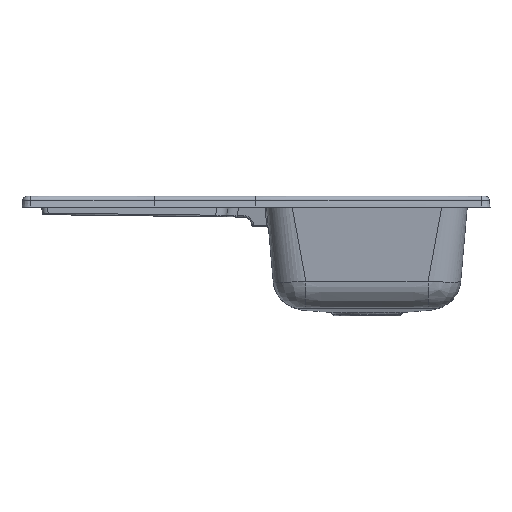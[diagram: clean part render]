
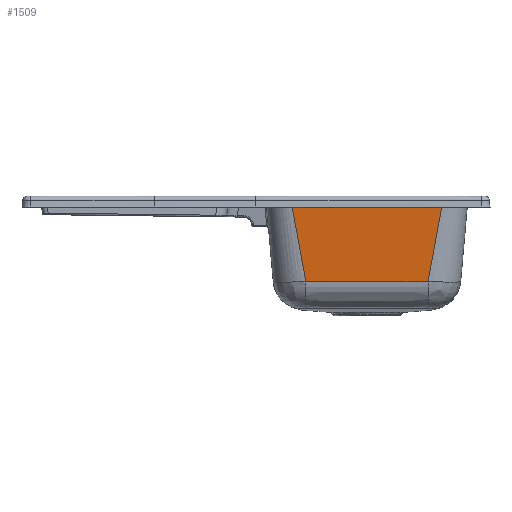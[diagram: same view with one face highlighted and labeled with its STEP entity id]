
A CAD part, front view. The second image highlights one B-rep face of the part: STEP entity #1509.
In plain terms, the highlighted planar face has unit normal (0, -0.996, -0.087).
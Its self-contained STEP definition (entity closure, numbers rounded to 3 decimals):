
#171=PLANE('',#4892);
#702=FACE_OUTER_BOUND('',#1997,.T.);
#1095=B_SPLINE_CURVE_WITH_KNOTS('',3,(#20084,#20085,#20086,#20087),
 .UNSPECIFIED.,.F.,.F.,(4,4),(0.,1.),.UNSPECIFIED.);
#1184=B_SPLINE_CURVE_WITH_KNOTS('',5,(#22382,#22383,#22384,#22385,#22386,
#22387),.UNSPECIFIED.,.F.,.F.,(6,6),(0.,1.),.UNSPECIFIED.);
#1509=ADVANCED_FACE('',(#702),#171,.T.);
#1997=EDGE_LOOP('',(#3256,#3257,#3258,#3259));
#3256=ORIENTED_EDGE('',*,*,#4250,.T.);
#3257=ORIENTED_EDGE('',*,*,#4529,.F.);
#3258=ORIENTED_EDGE('',*,*,#4459,.T.);
#3259=ORIENTED_EDGE('',*,*,#4530,.T.);
#3689=VERTEX_POINT('',#20083);
#3690=VERTEX_POINT('',#20088);
#3810=VERTEX_POINT('',#22202);
#3813=VERTEX_POINT('',#22388);
#4250=EDGE_CURVE('',#3690,#3689,#1095,.T.);
#4459=EDGE_CURVE('',#3813,#3810,#1184,.T.);
#4529=EDGE_CURVE('',#3813,#3689,#4625,.T.);
#4530=EDGE_CURVE('',#3810,#3690,#4626,.T.);
#4625=(
BOUNDED_CURVE()
B_SPLINE_CURVE(3,(#24984,#24985,#24986,#24987),.UNSPECIFIED.,.F.,.F.)
B_SPLINE_CURVE_WITH_KNOTS((4,4),(0.,1.),.UNSPECIFIED.)
CURVE()
GEOMETRIC_REPRESENTATION_ITEM()
RATIONAL_B_SPLINE_CURVE((1.,1.,1.,
1.))
REPRESENTATION_ITEM('')
);
#4626=(
BOUNDED_CURVE()
B_SPLINE_CURVE(3,(#24988,#24989,#24990,#24991),.UNSPECIFIED.,.F.,.F.)
B_SPLINE_CURVE_WITH_KNOTS((4,4),(0.,1.),.UNSPECIFIED.)
CURVE()
GEOMETRIC_REPRESENTATION_ITEM()
RATIONAL_B_SPLINE_CURVE((1.,1.,1.,1.))
REPRESENTATION_ITEM('')
);
#4892=AXIS2_PLACEMENT_3D('',#24992,#5551,#5552);
#5551=DIRECTION('',(0.,-0.996,-0.087));
#5552=DIRECTION('',(0.,-0.087,0.996));
#20083=CARTESIAN_POINT('',(-137.635,-214.154,191.115));
#20084=CARTESIAN_POINT('',(137.635,-214.153,191.111));
#20085=CARTESIAN_POINT('',(45.878,-214.153,191.112));
#20086=CARTESIAN_POINT('',(-45.879,-214.154,191.114));
#20087=CARTESIAN_POINT('',(-137.635,-214.154,191.115));
#20088=CARTESIAN_POINT('',(137.643,-214.153,191.111));
#22202=CARTESIAN_POINT('',(112.493,-202.105,53.403));
#22382=CARTESIAN_POINT('',(-112.49,-202.104,53.384));
#22383=CARTESIAN_POINT('',(-67.493,-202.104,53.388));
#22384=CARTESIAN_POINT('',(-22.497,-202.104,53.392));
#22385=CARTESIAN_POINT('',(22.5,-202.105,53.396));
#22386=CARTESIAN_POINT('',(67.497,-202.105,53.399));
#22387=CARTESIAN_POINT('',(112.493,-202.105,53.403));
#22388=CARTESIAN_POINT('',(-112.49,-202.104,53.384));
#24984=CARTESIAN_POINT('',(-96.51,-194.446,-34.145));
#24985=CARTESIAN_POINT('',(-112.903,-202.302,55.646));
#24986=CARTESIAN_POINT('',(-129.296,-210.157,145.438));
#24987=CARTESIAN_POINT('',(-145.689,-218.013,235.229));
#24988=CARTESIAN_POINT('',(96.51,-194.446,-34.141));
#24989=CARTESIAN_POINT('',(112.903,-202.302,55.649));
#24990=CARTESIAN_POINT('',(129.296,-210.157,145.439));
#24991=CARTESIAN_POINT('',(145.689,-218.013,235.229));
#24992=CARTESIAN_POINT('',(-172.346,-215.754,209.408));
